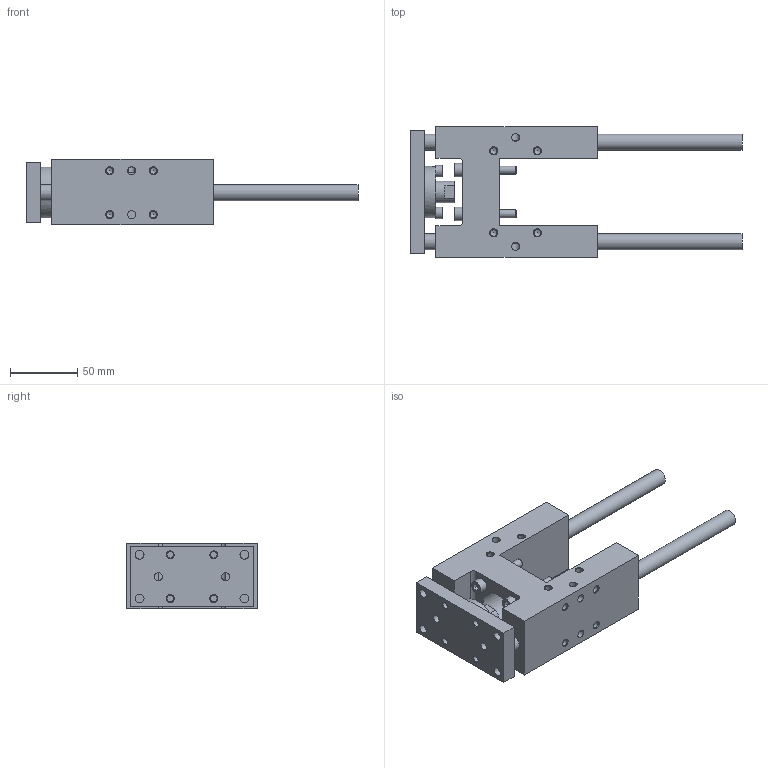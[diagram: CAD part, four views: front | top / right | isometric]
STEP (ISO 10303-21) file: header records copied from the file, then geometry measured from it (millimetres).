
FILE_DESCRIPTION(/* description */ (''),/* implementation_level */ '2;1');
FILE_NAME(/* name */ 'GULF32-100.stp',/* time_stamp */ '2017-05-01T10:13:13+10:00',/* author */ ('daud'),/* organization */ (''),/* preprocessor_version */ 'ST-DEVELOPER v16.5',/* originating_system */ 'Autodesk Inventor 2017',/* authorisation */ '');
FILE_SCHEMA (('AUTOMOTIVE_DESIGN { 1 0 10303 214 3 1 1 }'));
Length unit declared in the file: metre
Products named in the file (3): GUMF32-400; 1; 2
Assembly tree (2 placements, depth 2):
  GUMF32-400
    1
    2
Bounding box: 247 x 97 x 49 mm (x, y, z)
Volume: 397846.3 mm3; surface area: 99193 mm2
Topology: 2 solids, 5 shells, 260 faces, 595 edges, 399 vertices
Faces by surface type: plane 132, cylinder 93, cone 35
Full cylindrical faces by diameter (mm): 4.918 x28, 5 x2, 5.5 x2, 6 x12, 6.2 x12, 6.5 x4, 6.6 x4, 8.5 x2, 8.647 x1, 10 x4, 11 x4, 12 x4, 16 x1, 18 x1, 22.8 x1, 25 x1, 30 x1, 38 x1
Entity records: 6328 total; most frequent: DIRECTION 1148, CARTESIAN_POINT 987, ORIENTED_EDGE 798, AXIS2_PLACEMENT_3D 486, EDGE_LOOP 468, EDGE_CURVE 399, VERTEX_POINT 325, FACE_OUTER_BOUND 258
